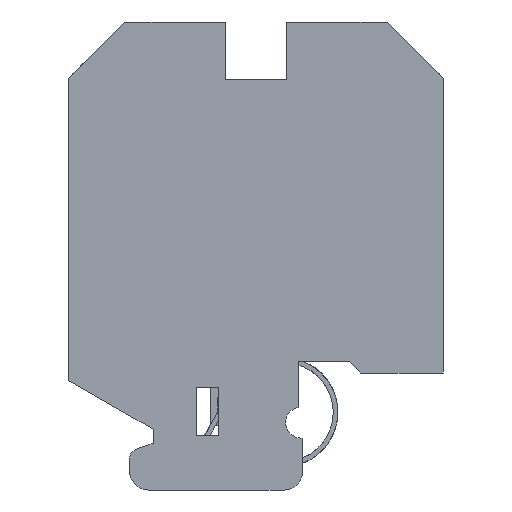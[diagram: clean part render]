
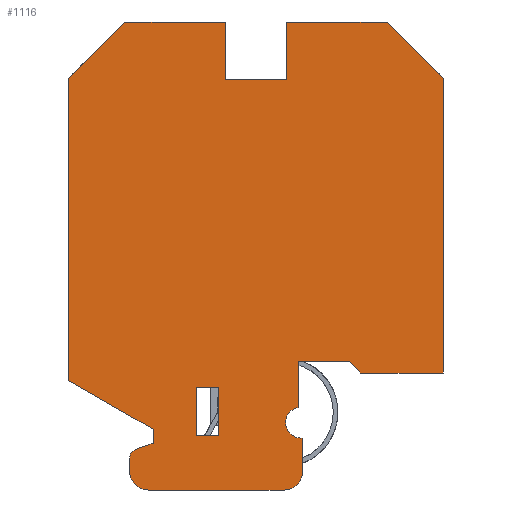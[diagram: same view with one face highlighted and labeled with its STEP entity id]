
A CAD part, left-side view. The second image highlights one B-rep face of the part: STEP entity #1116.
In plain terms, the highlighted planar face has unit normal (-1, 0, 0).
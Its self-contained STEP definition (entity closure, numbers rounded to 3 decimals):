
#911=AXIS2_PLACEMENT_3D('Plane Axis2P3D',#908,#909,#910) ;
#969=AXIS2_PLACEMENT_3D('Circle Axis2P3D',#967,#968,$) ;
#983=AXIS2_PLACEMENT_3D('Circle Axis2P3D',#981,#982,$) ;
#997=AXIS2_PLACEMENT_3D('Circle Axis2P3D',#995,#996,$) ;
#1018=AXIS2_PLACEMENT_3D('Circle Axis2P3D',#1016,#1017,$) ;
#130=CARTESIAN_POINT('Vertex',(0.,23.3,50.)) ;
#133=CARTESIAN_POINT('Line Origine',(0.,23.3,46.95)) ;
#137=CARTESIAN_POINT('Vertex',(0.,23.3,43.9)) ;
#218=CARTESIAN_POINT('Vertex',(0.,16.7,43.9)) ;
#221=CARTESIAN_POINT('Line Origine',(0.,16.7,46.95)) ;
#225=CARTESIAN_POINT('Vertex',(0.,16.7,50.)) ;
#888=CARTESIAN_POINT('Vertex',(0.,34.,50.)) ;
#891=CARTESIAN_POINT('Line Origine',(0.,28.65,50.)) ;
#908=CARTESIAN_POINT('Axis2P3D Location',(0.,20.,12.5)) ;
#913=CARTESIAN_POINT('Line Origine',(0.,3.,47.)) ;
#917=CARTESIAN_POINT('Vertex',(0.,6.,50.)) ;
#919=CARTESIAN_POINT('Vertex',(0.,0.,44.)) ;
#922=CARTESIAN_POINT('Line Origine',(0.,11.35,50.)) ;
#927=CARTESIAN_POINT('Line Origine',(0.,20.,43.9)) ;
#932=CARTESIAN_POINT('Line Origine',(0.,37.,47.)) ;
#936=CARTESIAN_POINT('Vertex',(0.,40.,44.)) ;
#939=CARTESIAN_POINT('Line Origine',(0.,40.,27.848)) ;
#943=CARTESIAN_POINT('Vertex',(0.,40.,11.696)) ;
#946=CARTESIAN_POINT('Line Origine',(0.,35.5,9.098)) ;
#950=CARTESIAN_POINT('Vertex',(0.,31.,6.5)) ;
#953=CARTESIAN_POINT('Line Origine',(0.,31.,5.75)) ;
#957=CARTESIAN_POINT('Vertex',(0.,31.,5.)) ;
#960=CARTESIAN_POINT('Line Origine',(0.,31.921,4.665)) ;
#964=CARTESIAN_POINT('Vertex',(0.,32.842,4.33)) ;
#967=CARTESIAN_POINT('Axis2P3D Location',(0.,32.5,3.39)) ;
#971=CARTESIAN_POINT('Vertex',(0.,33.5,3.39)) ;
#974=CARTESIAN_POINT('Line Origine',(0.,33.5,2.695)) ;
#978=CARTESIAN_POINT('Vertex',(0.,33.5,2.)) ;
#981=CARTESIAN_POINT('Axis2P3D Location',(0.,31.5,2.)) ;
#985=CARTESIAN_POINT('Vertex',(0.,31.5,0.)) ;
#988=CARTESIAN_POINT('Line Origine',(0.,24.25,0.)) ;
#992=CARTESIAN_POINT('Vertex',(0.,17.,0.)) ;
#995=CARTESIAN_POINT('Axis2P3D Location',(0.,17.,2.)) ;
#999=CARTESIAN_POINT('Vertex',(0.,15.,2.)) ;
#1002=CARTESIAN_POINT('Line Origine',(0.,15.,3.775)) ;
#1006=CARTESIAN_POINT('Vertex',(0.,15.,5.55)) ;
#1009=CARTESIAN_POINT('Line Origine',(0.,15.1,5.55)) ;
#1013=CARTESIAN_POINT('Vertex',(0.,15.2,5.55)) ;
#1016=CARTESIAN_POINT('Axis2P3D Location',(0.,15.2,7.2)) ;
#1020=CARTESIAN_POINT('Vertex',(0.,15.5,8.822)) ;
#1023=CARTESIAN_POINT('Line Origine',(0.,15.5,11.261)) ;
#1027=CARTESIAN_POINT('Vertex',(0.,15.5,13.7)) ;
#1030=CARTESIAN_POINT('Line Origine',(0.,12.75,13.7)) ;
#1034=CARTESIAN_POINT('Vertex',(0.,10.,13.7)) ;
#1037=CARTESIAN_POINT('Line Origine',(0.,9.4,13.1)) ;
#1041=CARTESIAN_POINT('Vertex',(0.,8.8,12.5)) ;
#1044=CARTESIAN_POINT('Line Origine',(0.,4.4,12.5)) ;
#1048=CARTESIAN_POINT('Vertex',(0.,0.,12.5)) ;
#1051=CARTESIAN_POINT('Line Origine',(0.,0.,28.25)) ;
#1082=CARTESIAN_POINT('Line Origine',(0.,25.2,11.)) ;
#1086=CARTESIAN_POINT('Vertex',(0.,24.,11.)) ;
#1088=CARTESIAN_POINT('Vertex',(0.,26.4,11.)) ;
#1091=CARTESIAN_POINT('Line Origine',(0.,24.,8.425)) ;
#1095=CARTESIAN_POINT('Vertex',(0.,24.,5.85)) ;
#1098=CARTESIAN_POINT('Line Origine',(0.,25.2,5.85)) ;
#1102=CARTESIAN_POINT('Vertex',(0.,26.4,5.85)) ;
#1105=CARTESIAN_POINT('Line Origine',(0.,26.4,8.425)) ;
#134=DIRECTION('Vector Direction',(0.,0.,-1.)) ;
#222=DIRECTION('Vector Direction',(0.,0.,1.)) ;
#892=DIRECTION('Vector Direction',(0.,-1.,0.)) ;
#909=DIRECTION('Axis2P3D Direction',(1.,0.,0.)) ;
#910=DIRECTION('Axis2P3D XDirection',(0.,0.,-1.)) ;
#914=DIRECTION('Vector Direction',(0.,-0.707,-0.707)) ;
#923=DIRECTION('Vector Direction',(0.,-1.,0.)) ;
#928=DIRECTION('Vector Direction',(0.,-1.,0.)) ;
#933=DIRECTION('Vector Direction',(0.,-0.707,0.707)) ;
#940=DIRECTION('Vector Direction',(0.,0.,1.)) ;
#947=DIRECTION('Vector Direction',(0.,0.866,0.5)) ;
#954=DIRECTION('Vector Direction',(0.,0.,1.)) ;
#961=DIRECTION('Vector Direction',(0.,-0.94,0.342)) ;
#968=DIRECTION('Axis2P3D Direction',(1.,0.,0.)) ;
#975=DIRECTION('Vector Direction',(0.,0.,1.)) ;
#982=DIRECTION('Axis2P3D Direction',(1.,0.,0.)) ;
#989=DIRECTION('Vector Direction',(0.,1.,0.)) ;
#996=DIRECTION('Axis2P3D Direction',(1.,0.,0.)) ;
#1003=DIRECTION('Vector Direction',(0.,0.,-1.)) ;
#1010=DIRECTION('Vector Direction',(0.,1.,0.)) ;
#1017=DIRECTION('Axis2P3D Direction',(1.,0.,0.)) ;
#1024=DIRECTION('Vector Direction',(0.,0.,-1.)) ;
#1031=DIRECTION('Vector Direction',(0.,1.,0.)) ;
#1038=DIRECTION('Vector Direction',(0.,0.707,0.707)) ;
#1045=DIRECTION('Vector Direction',(0.,1.,0.)) ;
#1052=DIRECTION('Vector Direction',(0.,0.,-1.)) ;
#1083=DIRECTION('Vector Direction',(0.,1.,0.)) ;
#1092=DIRECTION('Vector Direction',(0.,0.,1.)) ;
#1099=DIRECTION('Vector Direction',(0.,-1.,0.)) ;
#1106=DIRECTION('Vector Direction',(0.,0.,-1.)) ;
#135=VECTOR('Line Direction',#134,1.) ;
#223=VECTOR('Line Direction',#222,1.) ;
#893=VECTOR('Line Direction',#892,1.) ;
#915=VECTOR('Line Direction',#914,1.) ;
#924=VECTOR('Line Direction',#923,1.) ;
#929=VECTOR('Line Direction',#928,1.) ;
#934=VECTOR('Line Direction',#933,1.) ;
#941=VECTOR('Line Direction',#940,1.) ;
#948=VECTOR('Line Direction',#947,1.) ;
#955=VECTOR('Line Direction',#954,1.) ;
#962=VECTOR('Line Direction',#961,1.) ;
#976=VECTOR('Line Direction',#975,1.) ;
#990=VECTOR('Line Direction',#989,1.) ;
#1004=VECTOR('Line Direction',#1003,1.) ;
#1011=VECTOR('Line Direction',#1010,1.) ;
#1025=VECTOR('Line Direction',#1024,1.) ;
#1032=VECTOR('Line Direction',#1031,1.) ;
#1039=VECTOR('Line Direction',#1038,1.) ;
#1046=VECTOR('Line Direction',#1045,1.) ;
#1053=VECTOR('Line Direction',#1052,1.) ;
#1084=VECTOR('Line Direction',#1083,1.) ;
#1093=VECTOR('Line Direction',#1092,1.) ;
#1100=VECTOR('Line Direction',#1099,1.) ;
#1107=VECTOR('Line Direction',#1106,1.) ;
#1057=ORIENTED_EDGE('',*,*,#921,.F.) ;
#1058=ORIENTED_EDGE('',*,*,#926,.F.) ;
#1059=ORIENTED_EDGE('',*,*,#227,.F.) ;
#1060=ORIENTED_EDGE('',*,*,#931,.F.) ;
#1061=ORIENTED_EDGE('',*,*,#139,.F.) ;
#1062=ORIENTED_EDGE('',*,*,#895,.F.) ;
#1063=ORIENTED_EDGE('',*,*,#938,.F.) ;
#1064=ORIENTED_EDGE('',*,*,#945,.F.) ;
#1065=ORIENTED_EDGE('',*,*,#952,.F.) ;
#1066=ORIENTED_EDGE('',*,*,#959,.F.) ;
#1067=ORIENTED_EDGE('',*,*,#966,.F.) ;
#1068=ORIENTED_EDGE('',*,*,#973,.F.) ;
#1069=ORIENTED_EDGE('',*,*,#980,.F.) ;
#1070=ORIENTED_EDGE('',*,*,#987,.F.) ;
#1071=ORIENTED_EDGE('',*,*,#994,.F.) ;
#1072=ORIENTED_EDGE('',*,*,#1001,.F.) ;
#1073=ORIENTED_EDGE('',*,*,#1008,.F.) ;
#1074=ORIENTED_EDGE('',*,*,#1015,.T.) ;
#1075=ORIENTED_EDGE('',*,*,#1022,.F.) ;
#1076=ORIENTED_EDGE('',*,*,#1029,.F.) ;
#1077=ORIENTED_EDGE('',*,*,#1036,.F.) ;
#1078=ORIENTED_EDGE('',*,*,#1043,.F.) ;
#1079=ORIENTED_EDGE('',*,*,#1050,.F.) ;
#1080=ORIENTED_EDGE('',*,*,#1055,.F.) ;
#1111=ORIENTED_EDGE('',*,*,#1090,.F.) ;
#1112=ORIENTED_EDGE('',*,*,#1097,.F.) ;
#1113=ORIENTED_EDGE('',*,*,#1104,.F.) ;
#1114=ORIENTED_EDGE('',*,*,#1109,.F.) ;
#1115=FACE_BOUND('',#1110,.T.) ;
#1116=ADVANCED_FACE('V1',(#1081,#1115),#912,.F.) ;
#970=CIRCLE('generated circle',#969,1.) ;
#984=CIRCLE('generated circle',#983,2.) ;
#998=CIRCLE('generated circle',#997,2.) ;
#1019=CIRCLE('generated circle',#1018,1.65) ;
#139=EDGE_CURVE('',#131,#138,#136,.T.) ;
#227=EDGE_CURVE('',#219,#226,#224,.T.) ;
#895=EDGE_CURVE('',#889,#131,#894,.T.) ;
#921=EDGE_CURVE('',#918,#920,#916,.T.) ;
#926=EDGE_CURVE('',#226,#918,#925,.T.) ;
#931=EDGE_CURVE('',#138,#219,#930,.T.) ;
#938=EDGE_CURVE('',#937,#889,#935,.T.) ;
#945=EDGE_CURVE('',#944,#937,#942,.T.) ;
#952=EDGE_CURVE('',#951,#944,#949,.T.) ;
#959=EDGE_CURVE('',#958,#951,#956,.T.) ;
#966=EDGE_CURVE('',#965,#958,#963,.T.) ;
#973=EDGE_CURVE('',#972,#965,#970,.T.) ;
#980=EDGE_CURVE('',#979,#972,#977,.T.) ;
#987=EDGE_CURVE('',#986,#979,#984,.T.) ;
#994=EDGE_CURVE('',#993,#986,#991,.T.) ;
#1001=EDGE_CURVE('',#1000,#993,#998,.T.) ;
#1008=EDGE_CURVE('',#1007,#1000,#1005,.T.) ;
#1015=EDGE_CURVE('',#1007,#1014,#1012,.T.) ;
#1022=EDGE_CURVE('',#1021,#1014,#1019,.F.) ;
#1029=EDGE_CURVE('',#1028,#1021,#1026,.T.) ;
#1036=EDGE_CURVE('',#1035,#1028,#1033,.T.) ;
#1043=EDGE_CURVE('',#1042,#1035,#1040,.T.) ;
#1050=EDGE_CURVE('',#1049,#1042,#1047,.T.) ;
#1055=EDGE_CURVE('',#920,#1049,#1054,.T.) ;
#1090=EDGE_CURVE('',#1087,#1089,#1085,.T.) ;
#1097=EDGE_CURVE('',#1096,#1087,#1094,.T.) ;
#1104=EDGE_CURVE('',#1103,#1096,#1101,.T.) ;
#1109=EDGE_CURVE('',#1089,#1103,#1108,.T.) ;
#1056=EDGE_LOOP('',(#1057,#1058,#1059,#1060,#1061,#1062,#1063,#1064,#1065,#1066,#1067,#1068,#1069,#1070,#1071,#1072,#1073,#1074,#1075,#1076,#1077,#1078,#1079,#1080)) ;
#1110=EDGE_LOOP('',(#1111,#1112,#1113,#1114)) ;
#1081=FACE_OUTER_BOUND('',#1056,.T.) ;
#136=LINE('Line',#133,#135) ;
#224=LINE('Line',#221,#223) ;
#894=LINE('Line',#891,#893) ;
#916=LINE('Line',#913,#915) ;
#925=LINE('Line',#922,#924) ;
#930=LINE('Line',#927,#929) ;
#935=LINE('Line',#932,#934) ;
#942=LINE('Line',#939,#941) ;
#949=LINE('Line',#946,#948) ;
#956=LINE('Line',#953,#955) ;
#963=LINE('Line',#960,#962) ;
#977=LINE('Line',#974,#976) ;
#991=LINE('Line',#988,#990) ;
#1005=LINE('Line',#1002,#1004) ;
#1012=LINE('Line',#1009,#1011) ;
#1026=LINE('Line',#1023,#1025) ;
#1033=LINE('Line',#1030,#1032) ;
#1040=LINE('Line',#1037,#1039) ;
#1047=LINE('Line',#1044,#1046) ;
#1054=LINE('Line',#1051,#1053) ;
#1085=LINE('Line',#1082,#1084) ;
#1094=LINE('Line',#1091,#1093) ;
#1101=LINE('Line',#1098,#1100) ;
#1108=LINE('Line',#1105,#1107) ;
#912=PLANE('',#911) ;
#131=VERTEX_POINT('',#130) ;
#138=VERTEX_POINT('',#137) ;
#219=VERTEX_POINT('',#218) ;
#226=VERTEX_POINT('',#225) ;
#889=VERTEX_POINT('',#888) ;
#918=VERTEX_POINT('',#917) ;
#920=VERTEX_POINT('',#919) ;
#937=VERTEX_POINT('',#936) ;
#944=VERTEX_POINT('',#943) ;
#951=VERTEX_POINT('',#950) ;
#958=VERTEX_POINT('',#957) ;
#965=VERTEX_POINT('',#964) ;
#972=VERTEX_POINT('',#971) ;
#979=VERTEX_POINT('',#978) ;
#986=VERTEX_POINT('',#985) ;
#993=VERTEX_POINT('',#992) ;
#1000=VERTEX_POINT('',#999) ;
#1007=VERTEX_POINT('',#1006) ;
#1014=VERTEX_POINT('',#1013) ;
#1021=VERTEX_POINT('',#1020) ;
#1028=VERTEX_POINT('',#1027) ;
#1035=VERTEX_POINT('',#1034) ;
#1042=VERTEX_POINT('',#1041) ;
#1049=VERTEX_POINT('',#1048) ;
#1087=VERTEX_POINT('',#1086) ;
#1089=VERTEX_POINT('',#1088) ;
#1096=VERTEX_POINT('',#1095) ;
#1103=VERTEX_POINT('',#1102) ;
